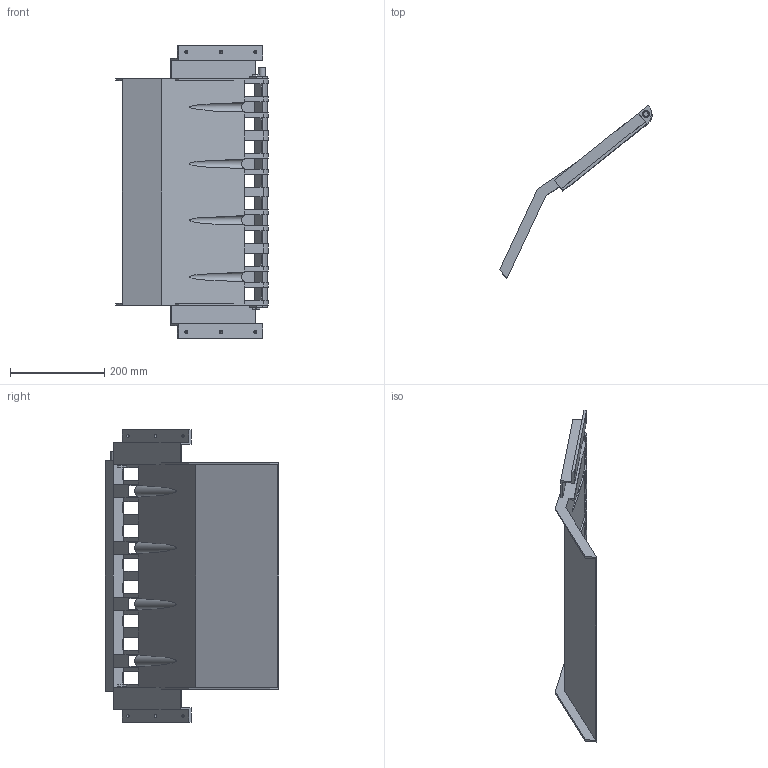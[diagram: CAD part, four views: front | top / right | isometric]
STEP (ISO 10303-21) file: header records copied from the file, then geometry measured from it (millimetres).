
FILE_DESCRIPTION( ('This file contains a STEP AP42 implementation' ,'as created by ZW3D STEP Interface translator.' ,'') ,'2;1' );
FILE_NAME( '装配-输肉通道.iam.stp' ,'251027.114757', (''), ('ZWCAD Software Co.'), 'Version 1.0', 'ZW3D to STEP translator', '' );
FILE_SCHEMA(('AUTOMOTIVE_DESIGN { 1 0 10303 214 1 1 1 1 }'));
Length unit declared in the file: millimetre
Products named in the file (9): 0; 装配-输肉通道.iam; 煦燭阨眊.ipt; 输肉通道.ipt; 分离水箱固定螺帽.ipt; 分离水箱固定螺丝.ipt; 錨窒璃淝蹈 1_2_1_1; 啋匼_1_25; 啋匼_2_25
Assembly tree (13 placements, depth 4):
  0
  装配-输肉通道.iam
    煦燭阨眊.ipt
    输肉通道.ipt
    分离水箱固定螺帽.ipt  x2
    分离水箱固定螺丝.ipt  x2
    錨窒璃淝蹈 1_2_1_1
      啋匼_1_25
        分离水箱固定螺帽.ipt
        分离水箱固定螺丝.ipt
      啋匼_2_25
        分离水箱固定螺帽.ipt
        分离水箱固定螺丝.ipt
Bounding box: 323.78 x 368.16 x 620 mm (x, y, z)
Volume: 829233.9 mm3; surface area: 687881.9 mm2
Topology: 10 solids, 10 shells, 367 faces, 1024 edges, 676 vertices
Faces by surface type: plane 277, cylinder 85, cone 5
Full cylindrical faces by diameter (mm): 5 x16, 8 x14, 10 x1, 15 x1
Entity records: 10344 total; most frequent: CARTESIAN_POINT 1752, ORIENTED_EDGE 1694, DIRECTION 1683, EDGE_CURVE 847, VECTOR 657, LINE 657, VERTEX_POINT 550, AXIS2_PLACEMENT_3D 513
